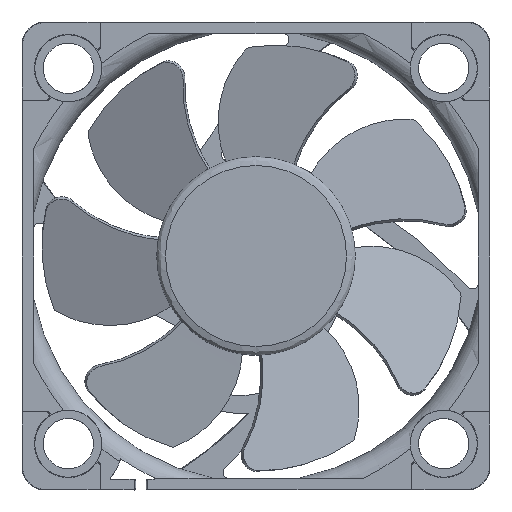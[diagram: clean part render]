
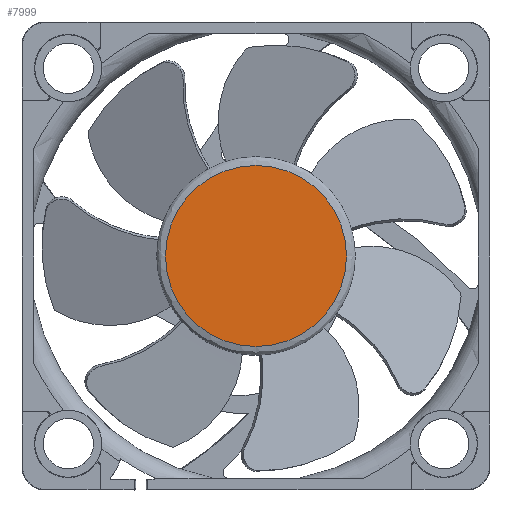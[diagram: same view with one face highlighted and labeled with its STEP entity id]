
A CAD part, front view. The second image highlights one B-rep face of the part: STEP entity #7999.
In plain terms, the highlighted face is planar.
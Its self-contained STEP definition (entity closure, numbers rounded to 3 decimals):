
#605=PLANE('',#8925);
#976=FACE_OUTER_BOUND('',#1441,.T.);
#1441=EDGE_LOOP('',(#6955));
#3003=CIRCLE('',#8918,7.75);
#3649=VERTEX_POINT('',#14909);
#4769=EDGE_CURVE('',#3649,#3649,#3003,.T.);
#6955=ORIENTED_EDGE('',*,*,#4769,.T.);
#7999=ADVANCED_FACE('',(#976),#605,.T.);
#8918=AXIS2_PLACEMENT_3D('',#14910,#11004,#11005);
#8925=AXIS2_PLACEMENT_3D('',#14921,#11019,#11020);
#11004=DIRECTION('center_axis',(0.,0.,1.));
#11005=DIRECTION('ref_axis',(1.,0.,0.));
#11019=DIRECTION('center_axis',(0.,0.,1.));
#11020=DIRECTION('ref_axis',(1.,0.,0.));
#14909=CARTESIAN_POINT('',(-7.75,0.,10.));
#14910=CARTESIAN_POINT('Origin',(0.,0.,10.));
#14921=CARTESIAN_POINT('Origin',(0.,0.,10.));
